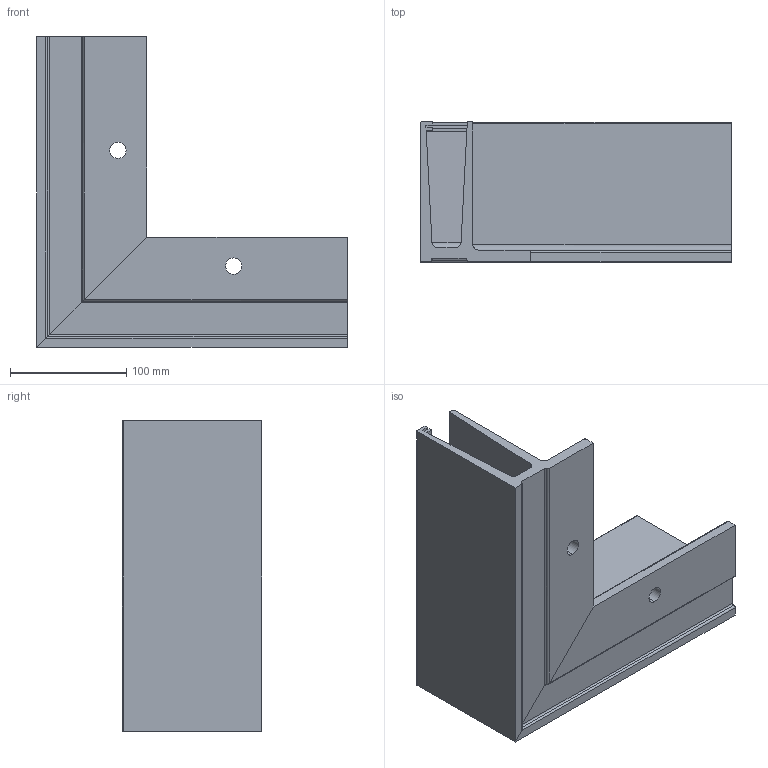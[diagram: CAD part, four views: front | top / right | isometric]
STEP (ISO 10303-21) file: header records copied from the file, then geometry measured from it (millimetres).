
FILE_DESCRIPTION (( 'STEP AP214' ), '1' );
FILE_NAME ('AL_0006-S-E-90-OUT.STEP', '2021-03-10T07:39:54', ( '' ), ( '' ), 'SwSTEP 2.0', 'SolidWorks 2019', '' );
FILE_SCHEMA (( 'AUTOMOTIVE_DESIGN' ));
Length unit declared in the file: millimetre
Products named in the file (1): AL_0006-S-E-90-OUT
Bounding box: 268 x 120.5 x 268 mm (x, y, z)
Volume: 1227253.9 mm3; surface area: 317939.1 mm2
Topology: 1 solids, 1 shells, 62 faces, 152 edges, 92 vertices
Faces by surface type: plane 38, cylinder 24
Entity records: 1822 total; most frequent: CARTESIAN_POINT 337, ORIENTED_EDGE 304, DIRECTION 296, EDGE_CURVE 152, VECTOR 114, LINE 114, VERTEX_POINT 92, AXIS2_PLACEMENT_3D 91
